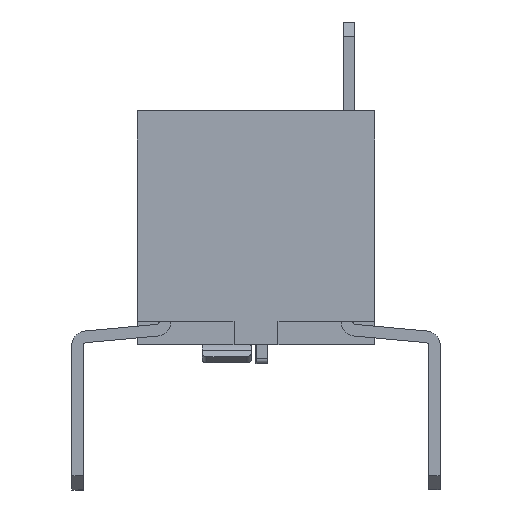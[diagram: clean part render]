
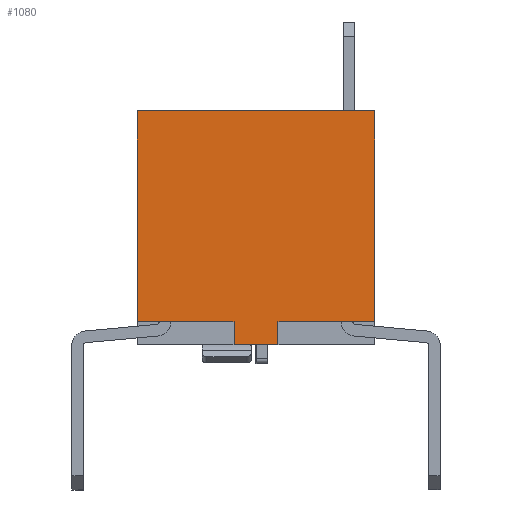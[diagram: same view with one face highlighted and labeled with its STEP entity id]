
A CAD part, left-side view. The second image highlights one B-rep face of the part: STEP entity #1080.
In plain terms, the highlighted planar face has unit normal (-1, 0, 0).
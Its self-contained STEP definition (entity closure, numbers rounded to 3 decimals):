
#1080 = ADVANCED_FACE( '', ( #2291 ), #2292, .F. );
#2291 = FACE_OUTER_BOUND( '', #3647, .T. );
#2292 = PLANE( '', #3648 );
#3647 = EDGE_LOOP( '', ( #6893, #6894, #6895, #6896, #6897, #6898, #6899, #6900 ) );
#3648 = AXIS2_PLACEMENT_3D( '', #6901, #6902, #6903 );
#6893 = ORIENTED_EDGE( '', *, *, #9312, .F. );
#6894 = ORIENTED_EDGE( '', *, *, #9120, .T. );
#6895 = ORIENTED_EDGE( '', *, *, #9270, .T. );
#6896 = ORIENTED_EDGE( '', *, *, #8669, .F. );
#6897 = ORIENTED_EDGE( '', *, *, #9313, .F. );
#6898 = ORIENTED_EDGE( '', *, *, #8540, .F. );
#6899 = ORIENTED_EDGE( '', *, *, #9314, .T. );
#6900 = ORIENTED_EDGE( '', *, *, #8560, .T. );
#6901 = CARTESIAN_POINT( '', ( -15.54, 0., 0. ) );
#6902 = DIRECTION( '', ( 1., 0., 0. ) );
#6903 = DIRECTION( '', ( 0., 0., -1. ) );
#8540 = EDGE_CURVE( '', #10485, #10487, #10488, .T. );
#8560 = EDGE_CURVE( '', #10516, #10514, #10517, .T. );
#8669 = EDGE_CURVE( '', #10685, #10686, #10687, .T. );
#9120 = EDGE_CURVE( '', #11313, #11319, #11321, .T. );
#9270 = EDGE_CURVE( '', #11319, #10686, #11502, .T. );
#9312 = EDGE_CURVE( '', #11313, #10514, #11548, .T. );
#9313 = EDGE_CURVE( '', #10487, #10685, #11549, .T. );
#9314 = EDGE_CURVE( '', #10485, #10516, #11550, .T. );
#10485 = VERTEX_POINT( '', #13214 );
#10487 = VERTEX_POINT( '', #13217 );
#10488 = LINE( '', #13218, #13219 );
#10514 = VERTEX_POINT( '', #13258 );
#10516 = VERTEX_POINT( '', #13261 );
#10517 = LINE( '', #13262, #13263 );
#10685 = VERTEX_POINT( '', #13509 );
#10686 = VERTEX_POINT( '', #13510 );
#10687 = LINE( '', #13511, #13512 );
#11313 = VERTEX_POINT( '', #14462 );
#11319 = VERTEX_POINT( '', #14471 );
#11321 = LINE( '', #14474, #14475 );
#11502 = LINE( '', #14743, #14744 );
#11548 = LINE( '', #14812, #14813 );
#11549 = LINE( '', #14814, #14815 );
#11550 = LINE( '', #14816, #14817 );
#13214 = CARTESIAN_POINT( '', ( -15.54, 2.54, -2. ) );
#13217 = CARTESIAN_POINT( '', ( -15.54, 2.54, 2.5 ) );
#13218 = CARTESIAN_POINT( '', ( -15.54, 2.54, -2.5 ) );
#13219 = VECTOR( '', #15598, 1000. );
#13258 = CARTESIAN_POINT( '', ( -15.54, 0.47, -2.5 ) );
#13261 = CARTESIAN_POINT( '', ( -15.54, 0.47, -2. ) );
#13262 = CARTESIAN_POINT( '', ( -15.54, 0.47, 0. ) );
#13263 = VECTOR( '', #15613, 1000. );
#13509 = CARTESIAN_POINT( '', ( -15.54, -2.54, 2.5 ) );
#13510 = CARTESIAN_POINT( '', ( -15.54, -2.54, -2. ) );
#13511 = CARTESIAN_POINT( '', ( -15.54, -2.54, 2.5 ) );
#13512 = VECTOR( '', #15710, 1000. );
#14462 = CARTESIAN_POINT( '', ( -15.54, -0.47, -2.5 ) );
#14471 = CARTESIAN_POINT( '', ( -15.54, -0.47, -2. ) );
#14474 = CARTESIAN_POINT( '', ( -15.54, -0.47, 0. ) );
#14475 = VECTOR( '', #16092, 1000. );
#14743 = CARTESIAN_POINT( '', ( -15.54, 0., -2. ) );
#14744 = VECTOR( '', #16201, 1000. );
#14812 = CARTESIAN_POINT( '', ( -15.54, -2.54, -2.5 ) );
#14813 = VECTOR( '', #16224, 1000. );
#14814 = CARTESIAN_POINT( '', ( -15.54, 2.54, 2.5 ) );
#14815 = VECTOR( '', #16225, 1000. );
#14816 = CARTESIAN_POINT( '', ( -15.54, 0., -2. ) );
#14817 = VECTOR( '', #16226, 1000. );
#15598 = DIRECTION( '', ( 0., 0., 1. ) );
#15613 = DIRECTION( '', ( 0., 0., -1. ) );
#15710 = DIRECTION( '', ( 0., 0., -1. ) );
#16092 = DIRECTION( '', ( 0., 0., 1. ) );
#16201 = DIRECTION( '', ( 0., -1., 0. ) );
#16224 = DIRECTION( '', ( 0., 1., 0. ) );
#16225 = DIRECTION( '', ( 0., -1., 0. ) );
#16226 = DIRECTION( '', ( 0., -1., 0. ) );
